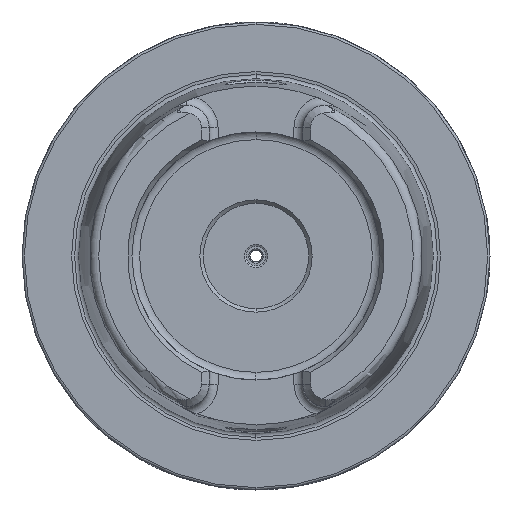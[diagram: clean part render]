
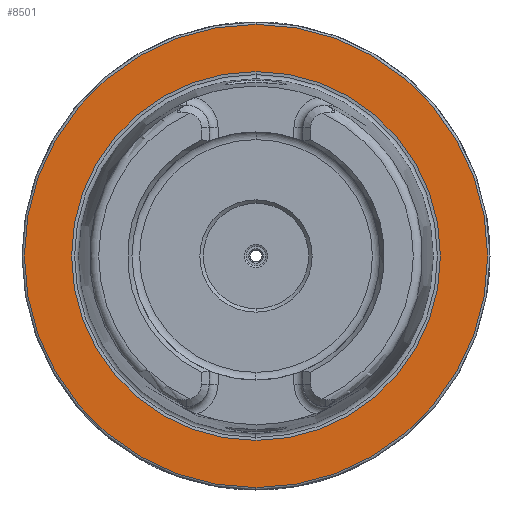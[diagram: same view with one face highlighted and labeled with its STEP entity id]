
A CAD part, left-side view. The second image highlights one B-rep face of the part: STEP entity #8501.
In plain terms, the highlighted planar face has unit normal (-1, 0, 0).
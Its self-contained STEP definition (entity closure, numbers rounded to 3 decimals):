
#2272 = CARTESIAN_POINT ( 'NONE',  ( 0., 0., -49.5 ) ) ;
#3247 = CARTESIAN_POINT ( 'NONE',  ( 0., 0., 49.5 ) ) ;
#3486 = CIRCLE ( 'NONE', #3909, 39.405 ) ;
#3729 = DIRECTION ( 'NONE',  ( 0., 0., 1. ) ) ;
#3738 = DIRECTION ( 'NONE',  ( -1., 0., 0. ) ) ;
#3739 = CARTESIAN_POINT ( 'NONE',  ( 0., 0., 0. ) ) ;
#3747 = CARTESIAN_POINT ( 'NONE',  ( 0., 0., -39.405 ) ) ;
#3909 = AXIS2_PLACEMENT_3D ( 'NONE', #6889, #6874, #6873 ) ;
#4077 = EDGE_CURVE ( 'NONE', #4352, #7375, #6227, .T. ) ;
#4160 = CIRCLE ( 'NONE', #4666, 49.5 ) ;
#4168 = EDGE_LOOP ( 'NONE', ( #9907, #9914 ) ) ;
#4314 = EDGE_CURVE ( 'NONE', #9696, #6666, #5822, .T. ) ;
#4352 = VERTEX_POINT ( 'NONE', #3747 ) ;
#4666 = AXIS2_PLACEMENT_3D ( 'NONE', #9901, #9893, #9892 ) ;
#5344 = DIRECTION ( 'NONE',  ( 0., 0., 1. ) ) ;
#5358 = DIRECTION ( 'NONE',  ( -1., 0., 0. ) ) ;
#5361 = CARTESIAN_POINT ( 'NONE',  ( 0., 0., 0. ) ) ;
#5595 = EDGE_CURVE ( 'NONE', #6666, #9696, #4160, .T. ) ;
#5822 = CIRCLE ( 'NONE', #6864, 49.5 ) ;
#5976 = EDGE_CURVE ( 'NONE', #7375, #4352, #3486, .T. ) ;
#6227 = CIRCLE ( 'NONE', #7459, 39.405 ) ;
#6666 = VERTEX_POINT ( 'NONE', #2272 ) ;
#6670 = AXIS2_PLACEMENT_3D ( 'NONE', #10251, #10127, #10118 ) ;
#6864 = AXIS2_PLACEMENT_3D ( 'NONE', #3739, #3738, #3729 ) ;
#6873 = DIRECTION ( 'NONE',  ( 0., 0., 1. ) ) ;
#6874 = DIRECTION ( 'NONE',  ( -1., 0., 0. ) ) ;
#6889 = CARTESIAN_POINT ( 'NONE',  ( 0., 0., 0. ) ) ;
#7375 = VERTEX_POINT ( 'NONE', #10086 ) ;
#7459 = AXIS2_PLACEMENT_3D ( 'NONE', #5361, #5358, #5344 ) ;
#8501 = ADVANCED_FACE ( 'NONE', ( #10371, #10271 ), #10236, .F. ) ;
#8678 = EDGE_LOOP ( 'NONE', ( #9800, #9814 ) ) ;
#9696 = VERTEX_POINT ( 'NONE', #3247 ) ;
#9800 = ORIENTED_EDGE ( 'NONE', *, *, #5976, .F. ) ;
#9814 = ORIENTED_EDGE ( 'NONE', *, *, #4077, .F. ) ;
#9892 = DIRECTION ( 'NONE',  ( 0., 0., 1. ) ) ;
#9893 = DIRECTION ( 'NONE',  ( -1., 0., 0. ) ) ;
#9901 = CARTESIAN_POINT ( 'NONE',  ( 0., 0., 0. ) ) ;
#9907 = ORIENTED_EDGE ( 'NONE', *, *, #4314, .T. ) ;
#9914 = ORIENTED_EDGE ( 'NONE', *, *, #5595, .T. ) ;
#10086 = CARTESIAN_POINT ( 'NONE',  ( 0., 0., 39.405 ) ) ;
#10118 = DIRECTION ( 'NONE',  ( 0., 0., -1. ) ) ;
#10127 = DIRECTION ( 'NONE',  ( 1., 0., 0. ) ) ;
#10236 = PLANE ( 'NONE',  #6670 ) ;
#10251 = CARTESIAN_POINT ( 'NONE',  ( 0., 49.5, 0. ) ) ;
#10271 = FACE_OUTER_BOUND ( 'NONE', #4168, .T. ) ;
#10371 = FACE_BOUND ( 'NONE', #8678, .T. ) ;
